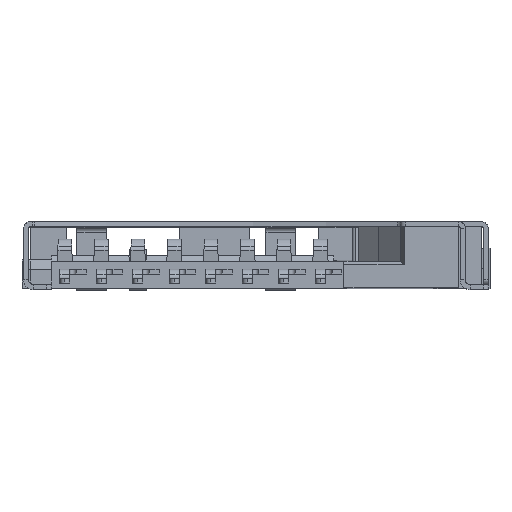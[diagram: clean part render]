
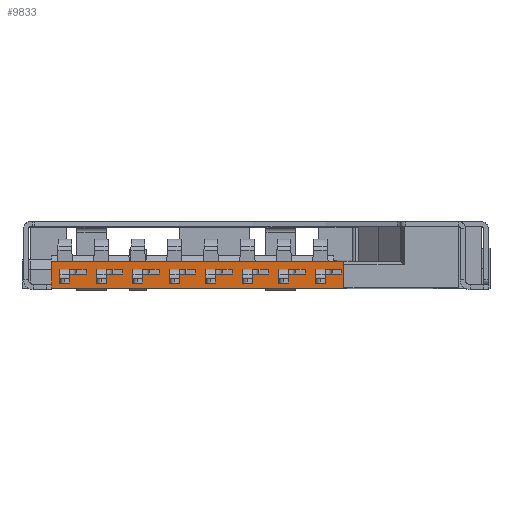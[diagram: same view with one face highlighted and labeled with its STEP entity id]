
A CAD part, top view. The second image highlights one B-rep face of the part: STEP entity #9833.
In plain terms, the highlighted planar face has unit normal (0, 0, 1).
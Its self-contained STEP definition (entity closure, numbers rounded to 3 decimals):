
#552 = ORIENTED_EDGE ( 'NONE', *, *, #25726, .F. ) ;
#555 = DIRECTION ( 'NONE',  ( -1., 0., 0. ) ) ;
#822 = EDGE_CURVE ( 'NONE', #20661, #10698, #29486, .T. ) ;
#873 = CARTESIAN_POINT ( 'NONE',  ( 2.65, 2.071, 2.36 ) ) ;
#1577 = VECTOR ( 'NONE', #555, 1000. ) ;
#1892 = VECTOR ( 'NONE', #31893, 1000. ) ;
#2871 = EDGE_CURVE ( 'NONE', #10698, #5878, #3253, .T. ) ;
#3253 = LINE ( 'NONE', #5258, #1892 ) ;
#5258 = CARTESIAN_POINT ( 'NONE',  ( 2.65, 0.05, 2.36 ) ) ;
#5878 = VERTEX_POINT ( 'NONE', #33684 ) ;
#9055 = CARTESIAN_POINT ( 'NONE',  ( 2.65, 0.85, 2.36 ) ) ;
#9064 = VECTOR ( 'NONE', #24968, 1000. ) ;
#9833 = ADVANCED_FACE ( 'NONE', ( #30836 ), #30558, .F. ) ;
#9946 = AXIS2_PLACEMENT_3D ( 'NONE', #873, #21689, #24638 ) ;
#10698 = VERTEX_POINT ( 'NONE', #22159 ) ;
#12941 = VERTEX_POINT ( 'NONE', #32013 ) ;
#15007 = ORIENTED_EDGE ( 'NONE', *, *, #2871, .T. ) ;
#15679 = EDGE_LOOP ( 'NONE', ( #552, #24707, #25404, #15007 ) ) ;
#16447 = CARTESIAN_POINT ( 'NONE',  ( -6.16, 2.071, 2.36 ) ) ;
#20661 = VERTEX_POINT ( 'NONE', #36490 ) ;
#21689 = DIRECTION ( 'NONE',  ( 0., 0., -1. ) ) ;
#22159 = CARTESIAN_POINT ( 'NONE',  ( -6.16, 0.05, 2.36 ) ) ;
#23508 = VECTOR ( 'NONE', #37048, 1000. ) ;
#24638 = DIRECTION ( 'NONE',  ( -1., 0., 0. ) ) ;
#24707 = ORIENTED_EDGE ( 'NONE', *, *, #35137, .T. ) ;
#24968 = DIRECTION ( 'NONE',  ( 0., -1., 0. ) ) ;
#25404 = ORIENTED_EDGE ( 'NONE', *, *, #822, .T. ) ;
#25726 = EDGE_CURVE ( 'NONE', #12941, #5878, #37891, .T. ) ;
#29486 = LINE ( 'NONE', #16447, #23508 ) ;
#30558 = PLANE ( 'NONE',  #9946 ) ;
#30836 = FACE_OUTER_BOUND ( 'NONE', #15679, .T. ) ;
#31008 = CARTESIAN_POINT ( 'NONE',  ( 2.65, 2.071, 2.36 ) ) ;
#31893 = DIRECTION ( 'NONE',  ( 1., 0., 0. ) ) ;
#32013 = CARTESIAN_POINT ( 'NONE',  ( 2.65, 0.85, 2.36 ) ) ;
#33684 = CARTESIAN_POINT ( 'NONE',  ( 2.65, 0.05, 2.36 ) ) ;
#35137 = EDGE_CURVE ( 'NONE', #12941, #20661, #35857, .T. ) ;
#35857 = LINE ( 'NONE', #9055, #1577 ) ;
#36490 = CARTESIAN_POINT ( 'NONE',  ( -6.16, 0.85, 2.36 ) ) ;
#37048 = DIRECTION ( 'NONE',  ( 0., -1., 0. ) ) ;
#37891 = LINE ( 'NONE', #31008, #9064 ) ;
